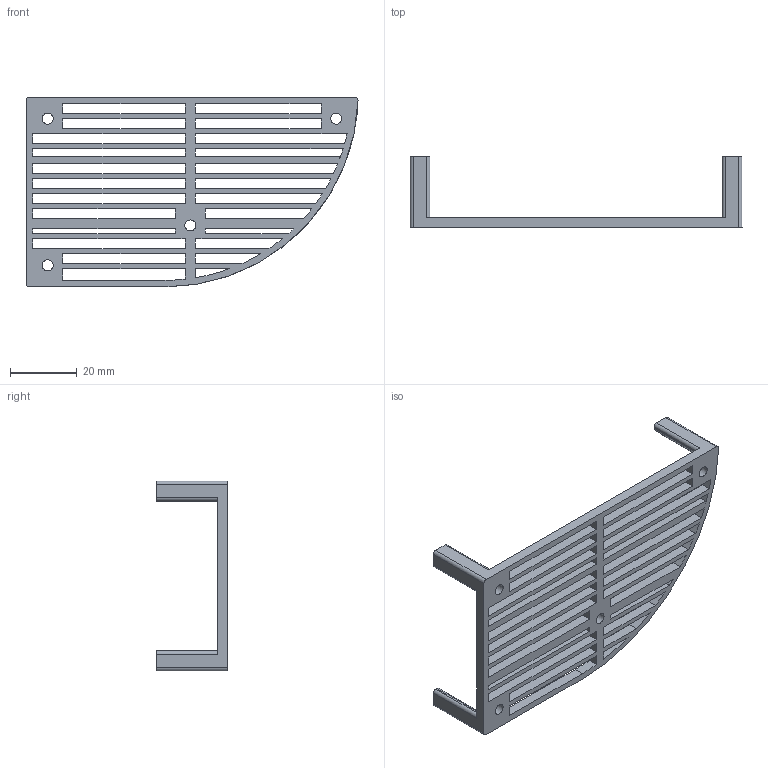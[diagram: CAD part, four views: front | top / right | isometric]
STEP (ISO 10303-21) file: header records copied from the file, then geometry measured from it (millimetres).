
FILE_DESCRIPTION(/* description */ (''),/* implementation_level */ '2;1');
FILE_NAME(/* name */ 'cover A.step',/* time_stamp */ '2022-12-12T01:28:28+08:00',/* author */ (''),/* organization */ (''),/* preprocessor_version */ 'ST-DEVELOPER v19.2',/* originating_system */ 'Autodesk Translation Framework v11.17.0.187',/* authorisation */ '');
FILE_SCHEMA (('AUTOMOTIVE_DESIGN { 1 0 10303 214 3 1 1 }'));
Length unit declared in the file: millimetre
Products named in the file (1): cover A
Bounding box: 99.66 x 21.45 x 57 mm (x, y, z)
Volume: 8449 mm3; surface area: 12782.9 mm2
Topology: 1 solids, 1 shells, 144 faces, 426 edges, 284 vertices
Faces by surface type: plane 109, cylinder 35
Full cylindrical faces by diameter (mm): 3.3 x4
Entity records: 4926 total; most frequent: CARTESIAN_POINT 855, ORIENTED_EDGE 852, DIRECTION 787, EDGE_CURVE 426, LINE 355, VECTOR 355, VERTEX_POINT 284, AXIS2_PLACEMENT_3D 216
